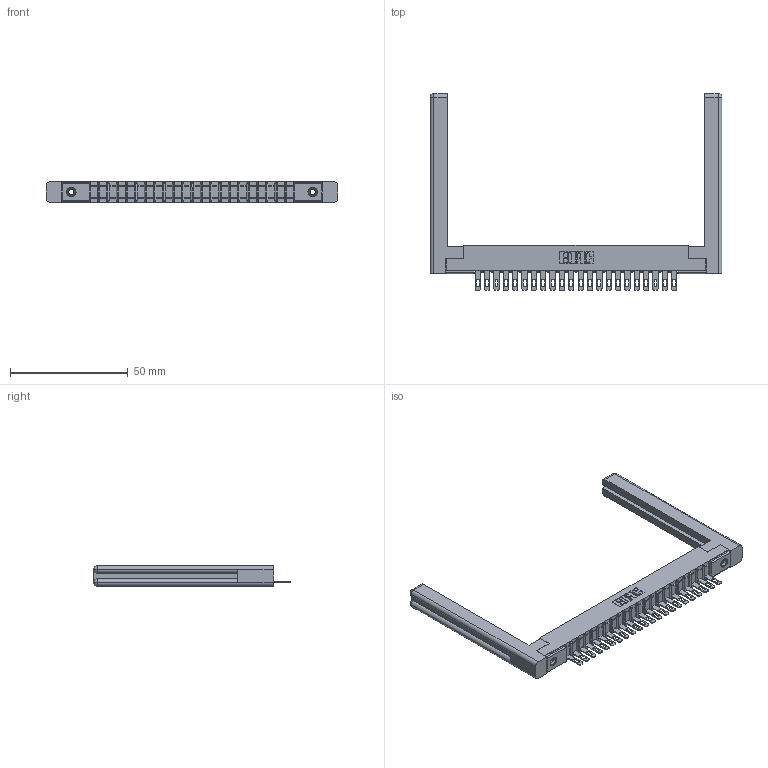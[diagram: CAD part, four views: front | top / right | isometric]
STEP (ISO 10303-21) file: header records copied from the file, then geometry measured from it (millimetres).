
FILE_DESCRIPTION (( 'STEP AP203' ), '1' );
FILE_NAME ('357-022-505-158.STEP', '2019-09-13T23:50:35', ( '' ), ( '' ), 'SwSTEP 2.0', 'SolidWorks 2016', '' );
FILE_SCHEMA (( 'CONFIG_CONTROL_DESIGN' ));
Length unit declared in the file: inch
Products named in the file (5): 307-290-001_505; 307-220-058; 307 Part_.156 Dia Mounting Holes; 357-022-505-158; 345-250-001_345-250-001-102
Assembly tree (27 placements, depth 2):
  357-022-505-158
    307 Part_.156 Dia Mounting Holes
    307-290-001_505  x22
    307-220-058  x2
    345-250-001_345-250-001-102  x2
Bounding box: 123.8 x 83.49 x 8.71 mm (x, y, z)
Volume: 15563.6 mm3; surface area: 17676.3 mm2
Topology: 27 solids, 27 shells, 1515 faces, 4241 edges, 2722 vertices
Faces by surface type: plane 946, cylinder 499, sphere 46, torus 12, cone 12
Entity records: 23933 total; most frequent: CARTESIAN_POINT 4031, ORIENTED_EDGE 3956, DIRECTION 3894, EDGE_CURVE 1978, LINE 1504, VECTOR 1504, VERTEX_POINT 1278, AXIS2_PLACEMENT_3D 1195
